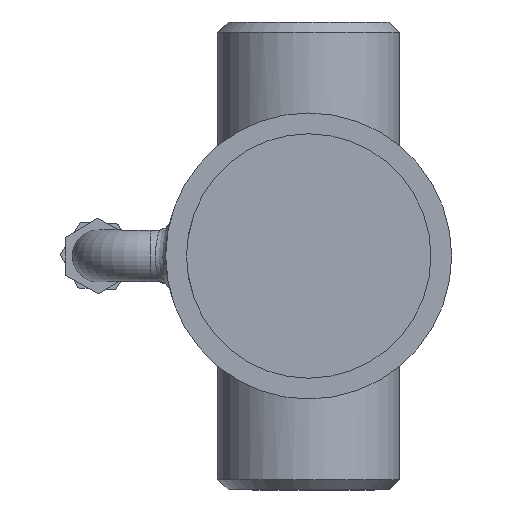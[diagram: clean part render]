
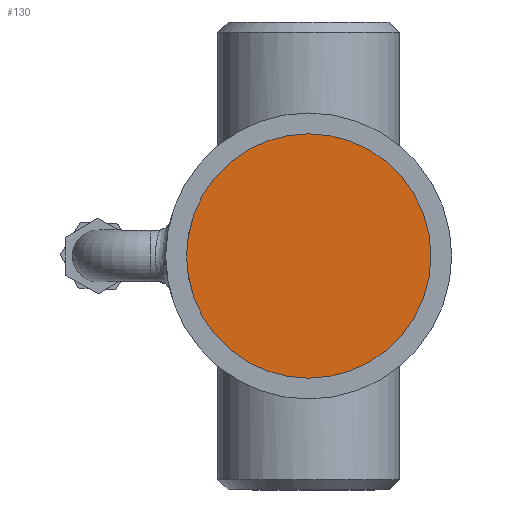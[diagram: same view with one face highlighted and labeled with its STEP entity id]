
A CAD part, left-side view. The second image highlights one B-rep face of the part: STEP entity #130.
In plain terms, the highlighted planar face has unit normal (-1, 0, 0).
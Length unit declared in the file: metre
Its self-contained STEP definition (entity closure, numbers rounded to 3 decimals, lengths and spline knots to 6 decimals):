
#130 = ADVANCED_FACE( '', ( #287 ), #288, .F. );
#287 = FACE_OUTER_BOUND( '', #1174, .T. );
#288 = PLANE( '', #1175 );
#1174 = EDGE_LOOP( '', ( #2169 ) );
#1175 = AXIS2_PLACEMENT_3D( '', #2170, #2171, #2172 );
#2169 = ORIENTED_EDGE( '', *, *, #2408, .F. );
#2170 = CARTESIAN_POINT( '', ( 0.116233, 0.0508, 0.127 ) );
#2171 = DIRECTION( '', ( 1., 0., 0. ) );
#2172 = DIRECTION( '', ( 0., 1., 0. ) );
#2408 = EDGE_CURVE( '', #2597, #2597, #2598, .T. );
#2597 = VERTEX_POINT( '', #3521 );
#2598 = CIRCLE( '', #3522, 0.029845 );
#3521 = CARTESIAN_POINT( '', ( 0.116233, 0.0508, 0.097155 ) );
#3522 = AXIS2_PLACEMENT_3D( '', #4121, #4122, #4123 );
#4121 = CARTESIAN_POINT( '', ( 0.116233, 0.0508, 0.127 ) );
#4122 = DIRECTION( '', ( 1., 0., 0. ) );
#4123 = DIRECTION( '', ( 0., 0., -1. ) );
